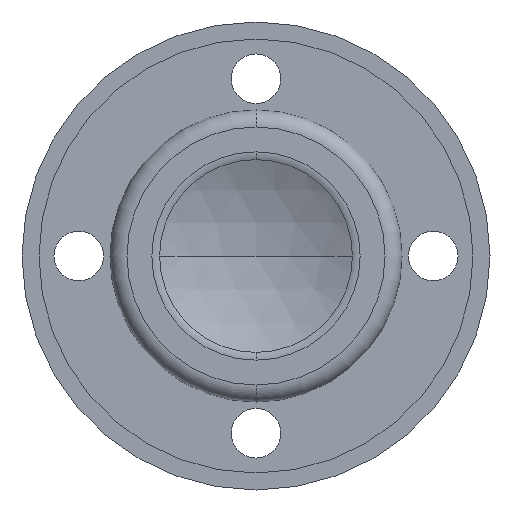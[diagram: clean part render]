
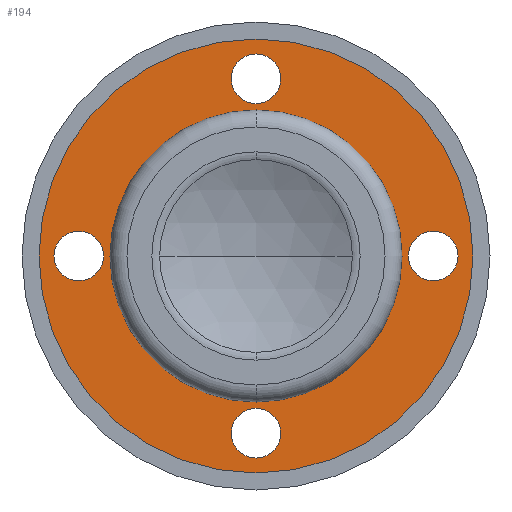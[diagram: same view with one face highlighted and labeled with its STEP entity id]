
A CAD part, front view. The second image highlights one B-rep face of the part: STEP entity #194.
In plain terms, the highlighted planar face has unit normal (0, -1, 0).
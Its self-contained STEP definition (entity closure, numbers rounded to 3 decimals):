
#6 = CARTESIAN_POINT ( 'NONE',  ( -71.25, 13.5, 0. ) ) ;
#15 = EDGE_CURVE ( 'NONE', #914, #640, #171, .T. ) ;
#27 = CIRCLE ( 'NONE', #320, 8.75 ) ;
#30 = CIRCLE ( 'NONE', #578, 8.75 ) ;
#36 = CARTESIAN_POINT ( 'NONE',  ( 0., 13.5, 71.25 ) ) ;
#37 = DIRECTION ( 'NONE',  ( 0., 1., 0. ) ) ;
#62 = ORIENTED_EDGE ( 'NONE', *, *, #831, .F. ) ;
#72 = ORIENTED_EDGE ( 'NONE', *, *, #94, .F. ) ;
#82 = EDGE_CURVE ( 'NONE', #370, #707, #101, .T. ) ;
#87 = CARTESIAN_POINT ( 'NONE',  ( 0., 13.5, -53.75 ) ) ;
#88 = VERTEX_POINT ( 'NONE', #504 ) ;
#89 = ORIENTED_EDGE ( 'NONE', *, *, #565, .F. ) ;
#92 = DIRECTION ( 'NONE',  ( 0., -1., 0. ) ) ;
#94 = EDGE_CURVE ( 'NONE', #460, #88, #473, .T. ) ;
#101 = CIRCLE ( 'NONE', #976, 8.75 ) ;
#114 = EDGE_LOOP ( 'NONE', ( #829, #72 ) ) ;
#120 = AXIS2_PLACEMENT_3D ( 'NONE', #150, #37, #1036 ) ;
#121 = CARTESIAN_POINT ( 'NONE',  ( 0., 13.5, -51.5 ) ) ;
#127 = CARTESIAN_POINT ( 'NONE',  ( 0., 13.5, 53.75 ) ) ;
#145 = EDGE_CURVE ( 'NONE', #673, #319, #30, .T. ) ;
#150 = CARTESIAN_POINT ( 'NONE',  ( 0., 13.5, 0. ) ) ;
#171 = CIRCLE ( 'NONE', #120, 51.5 ) ;
#188 = DIRECTION ( 'NONE',  ( 0., 0., -1. ) ) ;
#189 = CARTESIAN_POINT ( 'NONE',  ( 53.75, 13.5, 0. ) ) ;
#194 = ADVANCED_FACE ( 'NONE', ( #681, #1000, #281, #604, #925, #779 ), #784, .T. ) ;
#204 = EDGE_LOOP ( 'NONE', ( #236, #89 ) ) ;
#216 = AXIS2_PLACEMENT_3D ( 'NONE', #978, #263, #492 ) ;
#236 = ORIENTED_EDGE ( 'NONE', *, *, #847, .F. ) ;
#245 = CARTESIAN_POINT ( 'NONE',  ( 0., 13.5, 51.5 ) ) ;
#262 = DIRECTION ( 'NONE',  ( 0., 1., 0. ) ) ;
#263 = DIRECTION ( 'NONE',  ( 0., -1., 0. ) ) ;
#273 = CARTESIAN_POINT ( 'NONE',  ( 0., 13.5, -62.5 ) ) ;
#281 = FACE_BOUND ( 'NONE', #545, .T. ) ;
#293 = EDGE_LOOP ( 'NONE', ( #967, #535 ) ) ;
#304 = EDGE_CURVE ( 'NONE', #640, #914, #332, .T. ) ;
#319 = VERTEX_POINT ( 'NONE', #127 ) ;
#320 = AXIS2_PLACEMENT_3D ( 'NONE', #399, #324, #804 ) ;
#321 = CARTESIAN_POINT ( 'NONE',  ( 62.5, 13.5, 0. ) ) ;
#324 = DIRECTION ( 'NONE',  ( 0., -1., 0. ) ) ;
#331 = VERTEX_POINT ( 'NONE', #766 ) ;
#332 = CIRCLE ( 'NONE', #1006, 51.5 ) ;
#353 = DIRECTION ( 'NONE',  ( 0., 0., 1. ) ) ;
#370 = VERTEX_POINT ( 'NONE', #87 ) ;
#381 = CIRCLE ( 'NONE', #657, 8.75 ) ;
#399 = CARTESIAN_POINT ( 'NONE',  ( 0., 13.5, 62.5 ) ) ;
#414 = DIRECTION ( 'NONE',  ( 0., 1., 0. ) ) ;
#424 = DIRECTION ( 'NONE',  ( -1., 0., 0. ) ) ;
#426 = DIRECTION ( 'NONE',  ( 0., -1., 0. ) ) ;
#437 = ORIENTED_EDGE ( 'NONE', *, *, #499, .F. ) ;
#451 = CIRCLE ( 'NONE', #945, 8.75 ) ;
#460 = VERTEX_POINT ( 'NONE', #648 ) ;
#465 = CARTESIAN_POINT ( 'NONE',  ( 0., 13.5, -62.5 ) ) ;
#473 = CIRCLE ( 'NONE', #527, 76.5 ) ;
#492 = DIRECTION ( 'NONE',  ( 1., 0., 0. ) ) ;
#499 = EDGE_CURVE ( 'NONE', #611, #1025, #667, .T. ) ;
#501 = AXIS2_PLACEMENT_3D ( 'NONE', #273, #576, #188 ) ;
#504 = CARTESIAN_POINT ( 'NONE',  ( 0., 13.5, 76.5 ) ) ;
#517 = CARTESIAN_POINT ( 'NONE',  ( 0., 13.5, 62.5 ) ) ;
#523 = CIRCLE ( 'NONE', #501, 8.75 ) ;
#525 = DIRECTION ( 'NONE',  ( 0., -1., 0. ) ) ;
#527 = AXIS2_PLACEMENT_3D ( 'NONE', #825, #414, #740 ) ;
#531 = DIRECTION ( 'NONE',  ( 0., -1., 0. ) ) ;
#535 = ORIENTED_EDGE ( 'NONE', *, *, #304, .T. ) ;
#544 = CARTESIAN_POINT ( 'NONE',  ( -51.5, 13.5, 0. ) ) ;
#545 = EDGE_LOOP ( 'NONE', ( #437, #980 ) ) ;
#565 = EDGE_CURVE ( 'NONE', #942, #331, #587, .T. ) ;
#569 = CARTESIAN_POINT ( 'NONE',  ( -62.5, 13.5, 0. ) ) ;
#576 = DIRECTION ( 'NONE',  ( 0., -1., 0. ) ) ;
#578 = AXIS2_PLACEMENT_3D ( 'NONE', #517, #426, #353 ) ;
#587 = CIRCLE ( 'NONE', #716, 8.75 ) ;
#593 = AXIS2_PLACEMENT_3D ( 'NONE', #544, #531, #1012 ) ;
#604 = FACE_BOUND ( 'NONE', #1013, .T. ) ;
#611 = VERTEX_POINT ( 'NONE', #189 ) ;
#623 = DIRECTION ( 'NONE',  ( 0., 0., 1. ) ) ;
#640 = VERTEX_POINT ( 'NONE', #121 ) ;
#648 = CARTESIAN_POINT ( 'NONE',  ( 0., 13.5, -76.5 ) ) ;
#657 = AXIS2_PLACEMENT_3D ( 'NONE', #321, #722, #1028 ) ;
#667 = CIRCLE ( 'NONE', #216, 8.75 ) ;
#670 = CARTESIAN_POINT ( 'NONE',  ( 71.25, 13.5, 0. ) ) ;
#673 = VERTEX_POINT ( 'NONE', #36 ) ;
#681 = FACE_BOUND ( 'NONE', #204, .T. ) ;
#682 = ORIENTED_EDGE ( 'NONE', *, *, #1034, .F. ) ;
#703 = CARTESIAN_POINT ( 'NONE',  ( 0., 13.5, 0. ) ) ;
#707 = VERTEX_POINT ( 'NONE', #776 ) ;
#716 = AXIS2_PLACEMENT_3D ( 'NONE', #835, #92, #424 ) ;
#722 = DIRECTION ( 'NONE',  ( 0., -1., 0. ) ) ;
#731 = DIRECTION ( 'NONE',  ( 0., -1., 0. ) ) ;
#740 = DIRECTION ( 'NONE',  ( 0., 0., 1. ) ) ;
#766 = CARTESIAN_POINT ( 'NONE',  ( -53.75, 13.5, 0. ) ) ;
#776 = CARTESIAN_POINT ( 'NONE',  ( 0., 13.5, -71.25 ) ) ;
#779 = FACE_OUTER_BOUND ( 'NONE', #114, .T. ) ;
#784 = PLANE ( 'NONE',  #593 ) ;
#794 = AXIS2_PLACEMENT_3D ( 'NONE', #972, #262, #815 ) ;
#804 = DIRECTION ( 'NONE',  ( 0., 0., 1. ) ) ;
#815 = DIRECTION ( 'NONE',  ( 0., 0., 1. ) ) ;
#825 = CARTESIAN_POINT ( 'NONE',  ( 0., 13.5, 0. ) ) ;
#829 = ORIENTED_EDGE ( 'NONE', *, *, #999, .F. ) ;
#831 = EDGE_CURVE ( 'NONE', #319, #673, #27, .T. ) ;
#835 = CARTESIAN_POINT ( 'NONE',  ( -62.5, 13.5, 0. ) ) ;
#837 = DIRECTION ( 'NONE',  ( 0., 0., -1. ) ) ;
#841 = CIRCLE ( 'NONE', #794, 76.5 ) ;
#843 = ORIENTED_EDGE ( 'NONE', *, *, #145, .F. ) ;
#847 = EDGE_CURVE ( 'NONE', #331, #942, #451, .T. ) ;
#852 = ORIENTED_EDGE ( 'NONE', *, *, #82, .F. ) ;
#853 = DIRECTION ( 'NONE',  ( 0., 1., 0. ) ) ;
#892 = EDGE_CURVE ( 'NONE', #1025, #611, #381, .T. ) ;
#914 = VERTEX_POINT ( 'NONE', #245 ) ;
#925 = FACE_BOUND ( 'NONE', #293, .T. ) ;
#934 = EDGE_LOOP ( 'NONE', ( #62, #843 ) ) ;
#942 = VERTEX_POINT ( 'NONE', #6 ) ;
#945 = AXIS2_PLACEMENT_3D ( 'NONE', #569, #731, #954 ) ;
#954 = DIRECTION ( 'NONE',  ( -1., 0., 0. ) ) ;
#967 = ORIENTED_EDGE ( 'NONE', *, *, #15, .T. ) ;
#972 = CARTESIAN_POINT ( 'NONE',  ( 0., 13.5, 0. ) ) ;
#976 = AXIS2_PLACEMENT_3D ( 'NONE', #465, #525, #837 ) ;
#978 = CARTESIAN_POINT ( 'NONE',  ( 62.5, 13.5, 0. ) ) ;
#980 = ORIENTED_EDGE ( 'NONE', *, *, #892, .F. ) ;
#999 = EDGE_CURVE ( 'NONE', #88, #460, #841, .T. ) ;
#1000 = FACE_BOUND ( 'NONE', #934, .T. ) ;
#1006 = AXIS2_PLACEMENT_3D ( 'NONE', #703, #853, #623 ) ;
#1012 = DIRECTION ( 'NONE',  ( 0., 0., -1. ) ) ;
#1013 = EDGE_LOOP ( 'NONE', ( #852, #682 ) ) ;
#1025 = VERTEX_POINT ( 'NONE', #670 ) ;
#1028 = DIRECTION ( 'NONE',  ( 1., 0., 0. ) ) ;
#1034 = EDGE_CURVE ( 'NONE', #707, #370, #523, .T. ) ;
#1036 = DIRECTION ( 'NONE',  ( 0., 0., 1. ) ) ;
